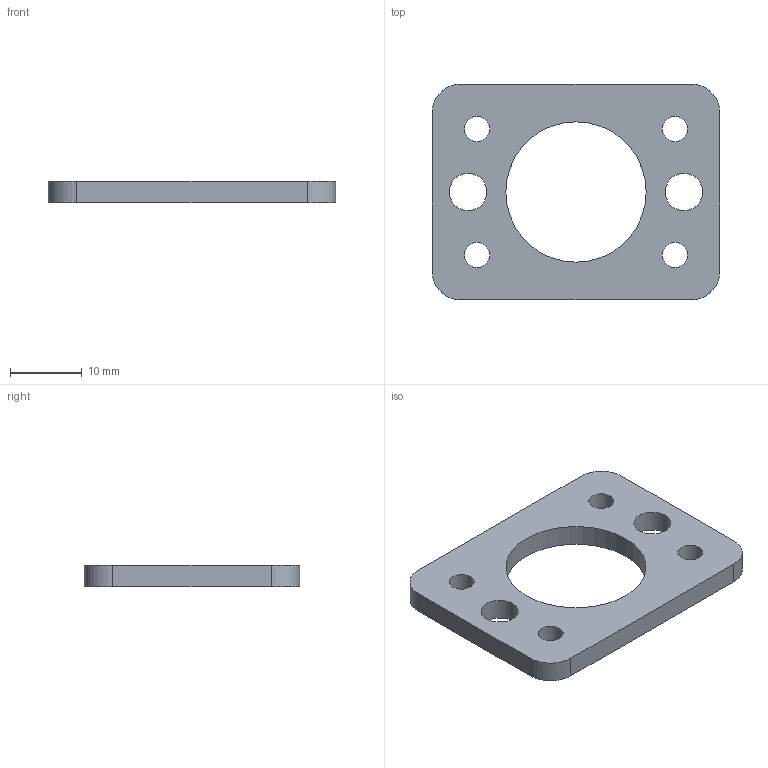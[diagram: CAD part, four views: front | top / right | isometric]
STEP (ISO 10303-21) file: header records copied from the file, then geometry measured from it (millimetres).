
FILE_DESCRIPTION(/* description */ (''),/* implementation_level */ '2;1');
FILE_NAME(/* name */ 'button_holder_face.stp',/* time_stamp */ '2025-01-19T00:52:37-05:00',/* author */ ('thevizwiz'),/* organization */ (''),/* preprocessor_version */ 'ST-DEVELOPER v20',/* originating_system */ 'Autodesk Inventor 2024',/* authorisation */ '');
FILE_SCHEMA (('AUTOMOTIVE_DESIGN { 1 0 10303 214 3 1 1 }'));
Length unit declared in the file: millimetre
Products named in the file (1): button_holder_face
Bounding box: 40 x 30 x 3 mm (x, y, z)
Volume: 2420 mm3; surface area: 2426.5 mm2
Topology: 1 solids, 1 shells, 17 faces, 45 edges, 30 vertices
Faces by surface type: cylinder 11, plane 6
Full cylindrical faces by diameter (mm): 3.5 x4, 5.2 x2, 19.5 x1
Entity records: 612 total; most frequent: DIRECTION 103, CARTESIAN_POINT 93, ORIENTED_EDGE 90, EDGE_CURVE 45, AXIS2_PLACEMENT_3D 40, EDGE_LOOP 31, VERTEX_POINT 30, LINE 23
